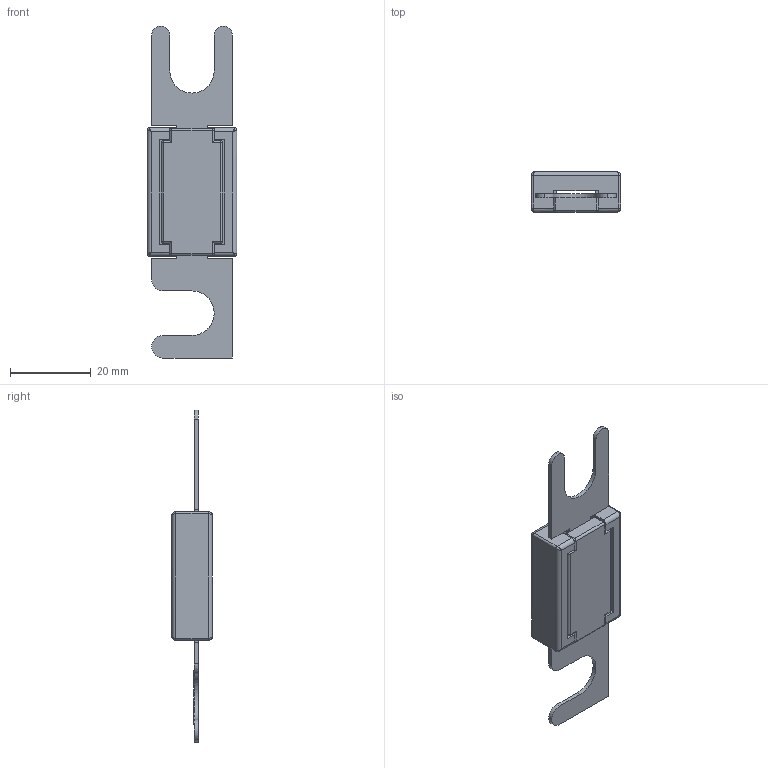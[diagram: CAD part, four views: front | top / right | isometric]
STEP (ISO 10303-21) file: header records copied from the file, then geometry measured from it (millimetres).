
FILE_DESCRIPTION(/* description */ (''),/* implementation_level */ '2;1');
FILE_NAME(/* name */ 'Assembly - FUSE.stp',/* time_stamp */ '2019-09-07T13:09:55+03:00',/* author */ ('A. Dimitrellos'),/* organization */ (''),/* preprocessor_version */ 'ST-DEVELOPER v18',/* originating_system */ 'Autodesk Inventor 2020',/* authorisation */ '');
FILE_SCHEMA (('AUTOMOTIVE_DESIGN { 1 0 10303 214 3 1 1 }'));
Length unit declared in the file: millimetre
Products named in the file (5): Assembly - FUSE; Part2 - UPPER CASE; Part1 - SIGHTGLASS; Part4 - FUSE ELEMENT; Part3 - LOWER CASE
Assembly tree (4 placements, depth 2):
  Assembly - FUSE
    Part2 - UPPER CASE
    Part1 - SIGHTGLASS
    Part4 - FUSE ELEMENT
    Part3 - LOWER CASE
Bounding box: 22.2 x 10 x 82.2 mm (x, y, z)
Volume: 6073.5 mm3; surface area: 7038.2 mm2
Topology: 4 solids, 4 shells, 271 faces, 697 edges, 438 vertices
Faces by surface type: plane 110, bspline 95, cylinder 58, sphere 8
Entity records: 9205 total; most frequent: CARTESIAN_POINT 3014, ORIENTED_EDGE 1378, DIRECTION 989, EDGE_CURVE 689, VERTEX_POINT 438, LINE 411, VECTOR 411, AXIS2_PLACEMENT_3D 289
